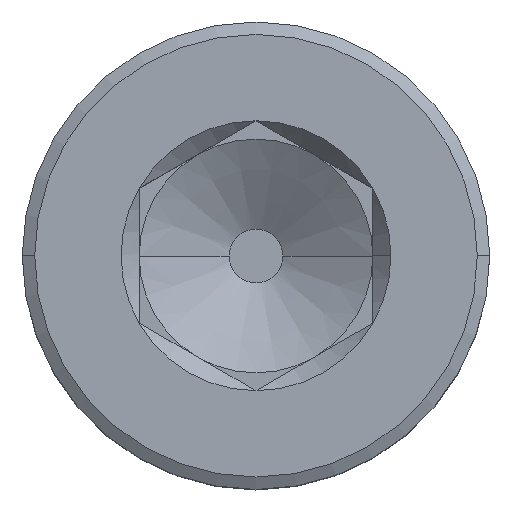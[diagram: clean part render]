
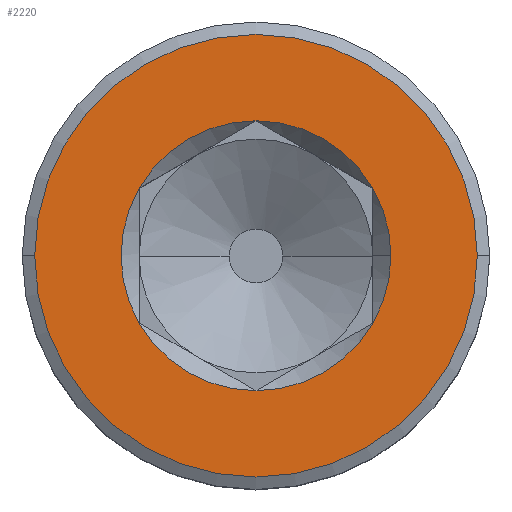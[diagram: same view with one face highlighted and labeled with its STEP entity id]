
A CAD part, top view. The second image highlights one B-rep face of the part: STEP entity #2220.
In plain terms, the highlighted planar face has unit normal (0, 0, 1).
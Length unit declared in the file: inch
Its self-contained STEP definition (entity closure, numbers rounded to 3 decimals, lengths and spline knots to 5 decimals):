
#25 = CARTESIAN_POINT ( 'NONE',  ( 0.09375, -0.05413, 0.4375 ) ) ;
#31 = DIRECTION ( 'NONE',  ( 0., 0., 1. ) ) ;
#60 = AXIS2_PLACEMENT_3D ( 'NONE', #1836, #2275, #1168 ) ;
#71 = CARTESIAN_POINT ( 'NONE',  ( 0., 0., 0.4375 ) ) ;
#116 = DIRECTION ( 'NONE',  ( 1., 0., 0. ) ) ;
#133 = EDGE_CURVE ( 'NONE', #2427, #644, #1841, .T. ) ;
#197 = ORIENTED_EDGE ( 'NONE', *, *, #1936, .F. ) ;
#238 = DIRECTION ( 'NONE',  ( 0., 0., 1. ) ) ;
#242 = DIRECTION ( 'NONE',  ( 1., 0., 0. ) ) ;
#308 = CIRCLE ( 'NONE', #60, 0.10825 ) ;
#395 = AXIS2_PLACEMENT_3D ( 'NONE', #1440, #1429, #2544 ) ;
#410 = DIRECTION ( 'NONE',  ( 0., 0., 1. ) ) ;
#417 = CIRCLE ( 'NONE', #1658, 0.10825 ) ;
#435 = DIRECTION ( 'NONE',  ( 0., 0., 1. ) ) ;
#459 = VERTEX_POINT ( 'NONE', #865 ) ;
#480 = CIRCLE ( 'NONE', #1543, 0.10825 ) ;
#511 = DIRECTION ( 'NONE',  ( 1., 0., 0. ) ) ;
#523 = VERTEX_POINT ( 'NONE', #1551 ) ;
#586 = CARTESIAN_POINT ( 'NONE',  ( 0., 0., 0.4375 ) ) ;
#604 = VERTEX_POINT ( 'NONE', #25 ) ;
#631 = EDGE_CURVE ( 'NONE', #523, #2753, #417, .T. ) ;
#637 = ORIENTED_EDGE ( 'NONE', *, *, #1266, .F. ) ;
#644 = VERTEX_POINT ( 'NONE', #2682 ) ;
#654 = CARTESIAN_POINT ( 'NONE',  ( 0., 0., 0.4375 ) ) ;
#674 = ORIENTED_EDGE ( 'NONE', *, *, #1618, .T. ) ;
#685 = AXIS2_PLACEMENT_3D ( 'NONE', #586, #410, #1260 ) ;
#721 = CARTESIAN_POINT ( 'NONE',  ( 0., 0., 0.4375 ) ) ;
#799 = ORIENTED_EDGE ( 'NONE', *, *, #1678, .F. ) ;
#836 = ORIENTED_EDGE ( 'NONE', *, *, #2766, .T. ) ;
#865 = CARTESIAN_POINT ( 'NONE',  ( -0.1775, 0., 0.4375 ) ) ;
#871 = AXIS2_PLACEMENT_3D ( 'NONE', #2278, #1609, #511 ) ;
#933 = CIRCLE ( 'NONE', #685, 0.10825 ) ;
#956 = DIRECTION ( 'NONE',  ( 0., 0., 1. ) ) ;
#984 = VERTEX_POINT ( 'NONE', #1102 ) ;
#985 = AXIS2_PLACEMENT_3D ( 'NONE', #1558, #435, #2680 ) ;
#995 = PLANE ( 'NONE',  #2348 ) ;
#1023 = VERTEX_POINT ( 'NONE', #1080 ) ;
#1080 = CARTESIAN_POINT ( 'NONE',  ( 0.1775, 0., 0.4375 ) ) ;
#1086 = CARTESIAN_POINT ( 'NONE',  ( 0.10825, 0., 0.4375 ) ) ;
#1101 = DIRECTION ( 'NONE',  ( 0., 0., 1. ) ) ;
#1102 = CARTESIAN_POINT ( 'NONE',  ( -0.09375, 0.05413, 0.4375 ) ) ;
#1139 = AXIS2_PLACEMENT_3D ( 'NONE', #2015, #31, #1809 ) ;
#1154 = CARTESIAN_POINT ( 'NONE',  ( 0., 0.10825, 0.4375 ) ) ;
#1168 = DIRECTION ( 'NONE',  ( 1., 0., 0. ) ) ;
#1260 = DIRECTION ( 'NONE',  ( 1., 0., 0. ) ) ;
#1266 = EDGE_CURVE ( 'NONE', #984, #523, #2295, .T. ) ;
#1367 = CIRCLE ( 'NONE', #1891, 0.1775 ) ;
#1406 = EDGE_CURVE ( 'NONE', #2111, #984, #933, .T. ) ;
#1429 = DIRECTION ( 'NONE',  ( 0., 0., 1. ) ) ;
#1440 = CARTESIAN_POINT ( 'NONE',  ( 0., 0., 0.4375 ) ) ;
#1508 = EDGE_LOOP ( 'NONE', ( #836, #674 ) ) ;
#1543 = AXIS2_PLACEMENT_3D ( 'NONE', #721, #1847, #2521 ) ;
#1551 = CARTESIAN_POINT ( 'NONE',  ( -0.09375, -0.05413, 0.4375 ) ) ;
#1557 = CIRCLE ( 'NONE', #1139, 0.10825 ) ;
#1558 = CARTESIAN_POINT ( 'NONE',  ( 0., 0., 0.4375 ) ) ;
#1590 = ORIENTED_EDGE ( 'NONE', *, *, #1406, .F. ) ;
#1601 = EDGE_LOOP ( 'NONE', ( #197, #2246, #799, #2317, #1668, #637, #1590 ) ) ;
#1609 = DIRECTION ( 'NONE',  ( 0., 0., 1. ) ) ;
#1618 = EDGE_CURVE ( 'NONE', #1023, #459, #2364, .T. ) ;
#1658 = AXIS2_PLACEMENT_3D ( 'NONE', #2453, #238, #2247 ) ;
#1668 = ORIENTED_EDGE ( 'NONE', *, *, #631, .F. ) ;
#1678 = EDGE_CURVE ( 'NONE', #604, #2427, #1557, .T. ) ;
#1809 = DIRECTION ( 'NONE',  ( 1., 0., 0. ) ) ;
#1836 = CARTESIAN_POINT ( 'NONE',  ( 0., 0., 0.4375 ) ) ;
#1841 = CIRCLE ( 'NONE', #871, 0.10825 ) ;
#1847 = DIRECTION ( 'NONE',  ( 0., 0., 1. ) ) ;
#1879 = EDGE_CURVE ( 'NONE', #2753, #604, #480, .T. ) ;
#1891 = AXIS2_PLACEMENT_3D ( 'NONE', #654, #1101, #242 ) ;
#1925 = FACE_BOUND ( 'NONE', #1601, .T. ) ;
#1936 = EDGE_CURVE ( 'NONE', #644, #2111, #308, .T. ) ;
#2015 = CARTESIAN_POINT ( 'NONE',  ( 0., 0., 0.4375 ) ) ;
#2111 = VERTEX_POINT ( 'NONE', #1154 ) ;
#2220 = ADVANCED_FACE ( 'NONE', ( #1925, #2823 ), #995, .T. ) ;
#2246 = ORIENTED_EDGE ( 'NONE', *, *, #133, .F. ) ;
#2247 = DIRECTION ( 'NONE',  ( 1., 0., 0. ) ) ;
#2275 = DIRECTION ( 'NONE',  ( 0., 0., 1. ) ) ;
#2278 = CARTESIAN_POINT ( 'NONE',  ( 0., 0., 0.4375 ) ) ;
#2295 = CIRCLE ( 'NONE', #395, 0.10825 ) ;
#2317 = ORIENTED_EDGE ( 'NONE', *, *, #1879, .F. ) ;
#2348 = AXIS2_PLACEMENT_3D ( 'NONE', #71, #956, #116 ) ;
#2364 = CIRCLE ( 'NONE', #985, 0.1775 ) ;
#2427 = VERTEX_POINT ( 'NONE', #1086 ) ;
#2453 = CARTESIAN_POINT ( 'NONE',  ( 0., 0., 0.4375 ) ) ;
#2465 = CARTESIAN_POINT ( 'NONE',  ( 0., -0.10825, 0.4375 ) ) ;
#2521 = DIRECTION ( 'NONE',  ( 1., 0., 0. ) ) ;
#2544 = DIRECTION ( 'NONE',  ( 1., 0., 0. ) ) ;
#2680 = DIRECTION ( 'NONE',  ( 1., 0., 0. ) ) ;
#2682 = CARTESIAN_POINT ( 'NONE',  ( 0.09375, 0.05413, 0.4375 ) ) ;
#2753 = VERTEX_POINT ( 'NONE', #2465 ) ;
#2766 = EDGE_CURVE ( 'NONE', #459, #1023, #1367, .T. ) ;
#2823 = FACE_OUTER_BOUND ( 'NONE', #1508, .T. ) ;
